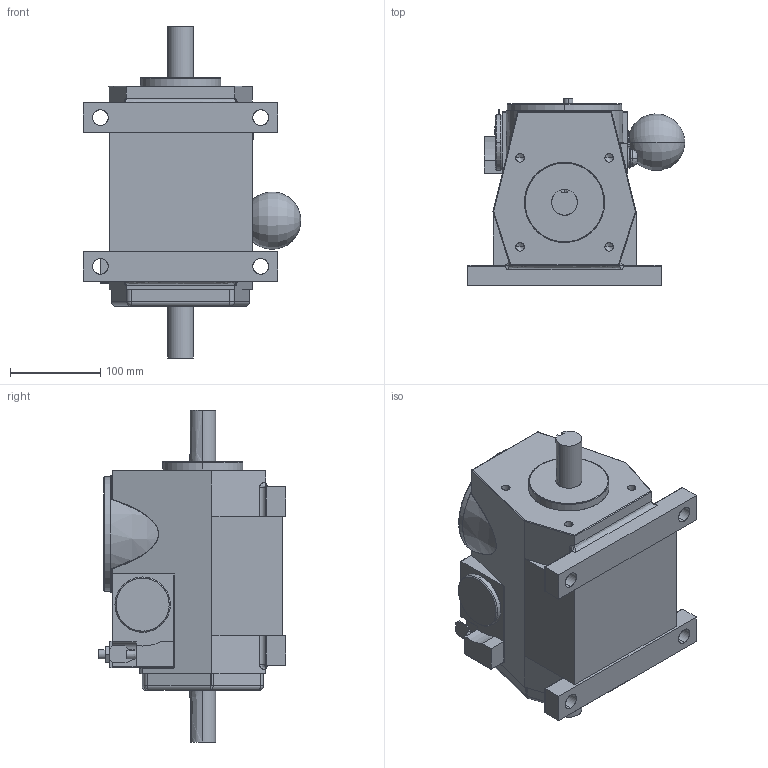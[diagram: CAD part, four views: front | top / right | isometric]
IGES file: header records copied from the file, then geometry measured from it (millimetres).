
Start section: SolidWorks IGES file using analytic representation for surfaces
Global section: file name: Posi-7.igs; native system: SolidWorks 2010; preprocessor: SolidWorks 2010; author: Josh; date: 110125.223900; units: inch
Bounding box: 241.3 x 207.96 x 368.3 mm (x, y, z)
Surface area: 272096.7 mm2 (no closed solid volume)
Topology: 0 solids, 0 shells, 293 faces, 3313 edges, 3287 vertices
Faces by surface type: revolution 159, bspline 134
